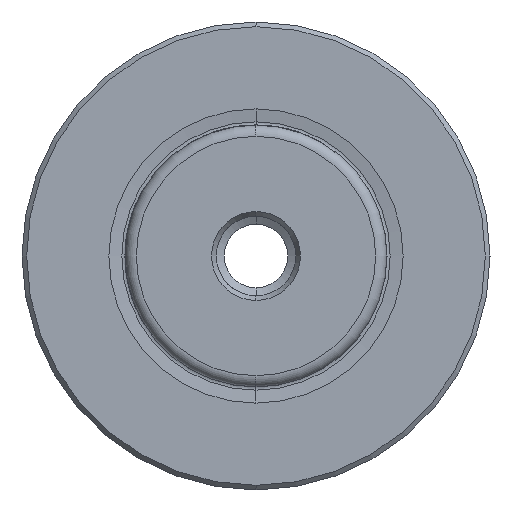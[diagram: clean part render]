
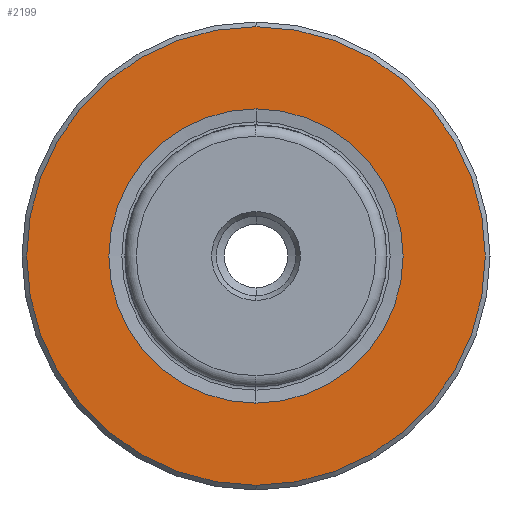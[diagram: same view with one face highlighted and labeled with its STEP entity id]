
A CAD part, left-side view. The second image highlights one B-rep face of the part: STEP entity #2199.
In plain terms, the highlighted planar face has unit normal (-1, 0, 0).
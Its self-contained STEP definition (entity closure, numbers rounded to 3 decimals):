
#23 = DIRECTION ( 'NONE',  ( 0., 0., 1. ) ) ;
#39 = CARTESIAN_POINT ( 'NONE',  ( 0., 0., 0. ) ) ;
#247 = DIRECTION ( 'NONE',  ( -1., 0., 0. ) ) ;
#270 = FACE_OUTER_BOUND ( 'NONE', #963, .T. ) ;
#508 = VERTEX_POINT ( 'NONE', #955 ) ;
#599 = DIRECTION ( 'NONE',  ( 0., 0., 1. ) ) ;
#613 = CARTESIAN_POINT ( 'NONE',  ( 0., 0., 0. ) ) ;
#702 = EDGE_LOOP ( 'NONE', ( #3034, #2925 ) ) ;
#707 = VERTEX_POINT ( 'NONE', #1048 ) ;
#897 = AXIS2_PLACEMENT_3D ( 'NONE', #39, #1376, #23 ) ;
#911 = AXIS2_PLACEMENT_3D ( 'NONE', #2636, #2669, #2662 ) ;
#955 = CARTESIAN_POINT ( 'NONE',  ( 0., 0., 15.715 ) ) ;
#963 = EDGE_LOOP ( 'NONE', ( #2921, #2887 ) ) ;
#1048 = CARTESIAN_POINT ( 'NONE',  ( 0., 0., -24.5 ) ) ;
#1376 = DIRECTION ( 'NONE',  ( -1., 0., 0. ) ) ;
#1834 = AXIS2_PLACEMENT_3D ( 'NONE', #613, #247, #599 ) ;
#1848 = AXIS2_PLACEMENT_3D ( 'NONE', #3408, #3546, #3468 ) ;
#1984 = AXIS2_PLACEMENT_3D ( 'NONE', #3064, #3288, #3295 ) ;
#2178 = CARTESIAN_POINT ( 'NONE',  ( 0., 0., -15.715 ) ) ;
#2199 = ADVANCED_FACE ( 'NONE', ( #3775, #270 ), #3287, .F. ) ;
#2240 = VERTEX_POINT ( 'NONE', #3661 ) ;
#2505 = CIRCLE ( 'NONE', #897, 24.5 ) ;
#2587 = EDGE_CURVE ( 'NONE', #707, #2240, #3252, .T. ) ;
#2607 = EDGE_CURVE ( 'NONE', #508, #2780, #2908, .T. ) ;
#2636 = CARTESIAN_POINT ( 'NONE',  ( 0., 0., 0. ) ) ;
#2662 = DIRECTION ( 'NONE',  ( 0., 0., 1. ) ) ;
#2669 = DIRECTION ( 'NONE',  ( -1., 0., 0. ) ) ;
#2780 = VERTEX_POINT ( 'NONE', #2178 ) ;
#2887 = ORIENTED_EDGE ( 'NONE', *, *, #3698, .T. ) ;
#2908 = CIRCLE ( 'NONE', #1834, 15.715 ) ;
#2921 = ORIENTED_EDGE ( 'NONE', *, *, #2587, .T. ) ;
#2925 = ORIENTED_EDGE ( 'NONE', *, *, #3683, .F. ) ;
#3034 = ORIENTED_EDGE ( 'NONE', *, *, #2607, .F. ) ;
#3064 = CARTESIAN_POINT ( 'NONE',  ( 0., 15.715, 0. ) ) ;
#3150 = CIRCLE ( 'NONE', #911, 15.715 ) ;
#3252 = CIRCLE ( 'NONE', #1848, 24.5 ) ;
#3287 = PLANE ( 'NONE',  #1984 ) ;
#3288 = DIRECTION ( 'NONE',  ( 1., 0., 0. ) ) ;
#3295 = DIRECTION ( 'NONE',  ( 0., 0., -1. ) ) ;
#3408 = CARTESIAN_POINT ( 'NONE',  ( 0., 0., 0. ) ) ;
#3468 = DIRECTION ( 'NONE',  ( 0., 0., 1. ) ) ;
#3546 = DIRECTION ( 'NONE',  ( -1., 0., 0. ) ) ;
#3661 = CARTESIAN_POINT ( 'NONE',  ( 0., 0., 24.5 ) ) ;
#3683 = EDGE_CURVE ( 'NONE', #2780, #508, #3150, .T. ) ;
#3698 = EDGE_CURVE ( 'NONE', #2240, #707, #2505, .T. ) ;
#3775 = FACE_BOUND ( 'NONE', #702, .T. ) ;
